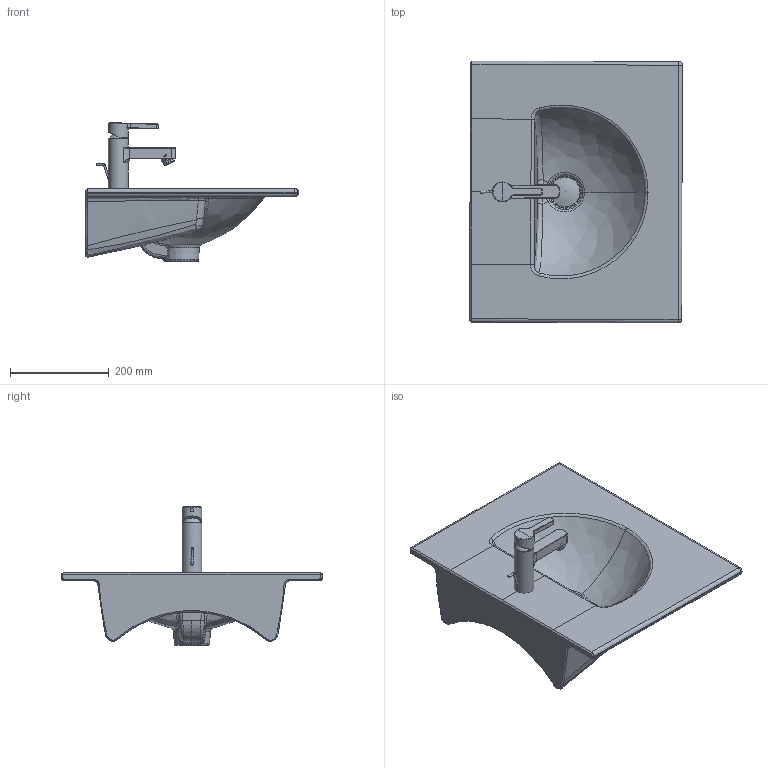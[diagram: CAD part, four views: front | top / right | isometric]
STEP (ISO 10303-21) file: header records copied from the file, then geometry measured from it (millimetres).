
FILE_DESCRIPTION((''),'2;1');
FILE_NAME('049953.stp','2011-05-18T17:38:58',('Administrator'),(''),'Autodesk Inventor 2011','Autodesk Inventor 2011','');
FILE_SCHEMA(('AUTOMOTIVE_DESIGN { 1 0 10303 214 1 1 1 1 }'));
Length unit declared in the file: millimetre
Products named in the file (11): 049953; Armatur Aufsatzbecken 049953; Sieb; Griff; Fassung Sieb; Gehäuse; Gleitring; Hebel; Kelch; Stopfen
Assembly tree (10 placements, depth 3):
  049953
    049953
    Armatur Aufsatzbecken 049953
      Sieb
      Griff
      Fassung Sieb
      Gehäuse
      Gleitring
      Hebel
    Kelch
    Stopfen
Bounding box: 431.97 x 531.77 x 280.74 mm (x, y, z)
Volume: 6889956.3 mm3; surface area: 710819.6 mm2
Topology: 3 solids, 9 shells, 646 faces, 2105 edges, 1343 vertices
Faces by surface type: plane 337, bspline 175, cylinder 88, torus 24, cone 14, sphere 8
Full cylindrical faces by diameter (mm): 1.039 x1, 4 x2, 4.3 x1, 5.2 x1, 5.5 x1, 6.5 x1, 10.5 x1, 12.5 x1, 13.905 x1, 17 x1, 17.773 x1, 18 x1, 20.15 x1, 23.15 x1, 24.5 x1, 25 x1, 35 x1, 40 x2, 42 x1, 44 x1, 49 x1, 60 x1
Entity records: 44183 total; most frequent: CARTESIAN_POINT 26213, ORIENTED_EDGE 3662, DIRECTION 3365, EDGE_CURVE 2042, VERTEX_POINT 1324, AXIS2_PLACEMENT_3D 1201, VECTOR 963, LINE 963
